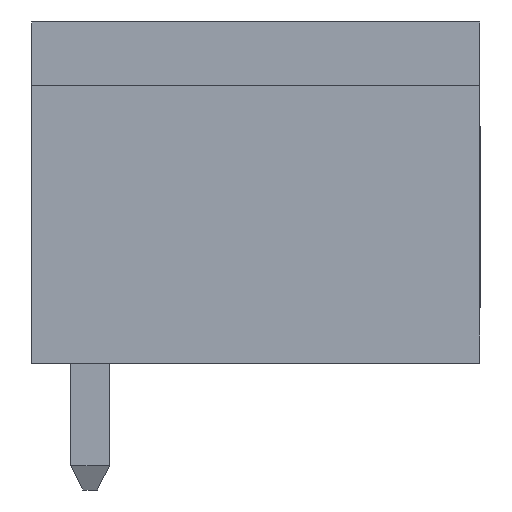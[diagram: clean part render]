
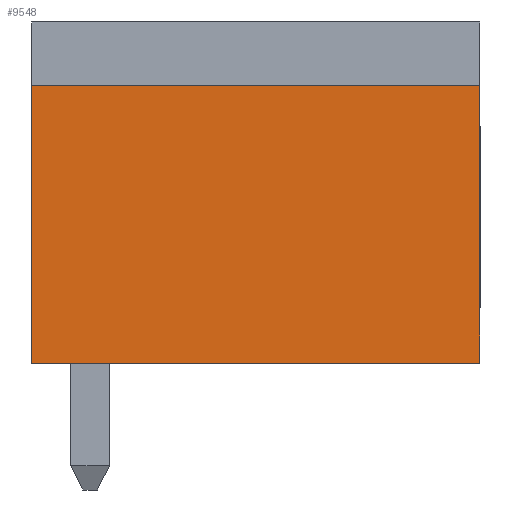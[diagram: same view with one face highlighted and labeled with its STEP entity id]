
A CAD part, left-side view. The second image highlights one B-rep face of the part: STEP entity #9548.
In plain terms, the highlighted planar face has unit normal (-1, 0, 0).
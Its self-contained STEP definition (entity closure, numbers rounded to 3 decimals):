
#2174=ORIENTED_EDGE('',*,*,#3925,.F.);
#2175=ORIENTED_EDGE('',*,*,#4024,.F.);
#2176=ORIENTED_EDGE('',*,*,#3898,.F.);
#2177=ORIENTED_EDGE('',*,*,#3845,.F.);
#3845=EDGE_CURVE('',#4975,#4976,#6071,.T.);
#3898=EDGE_CURVE('',#4976,#5023,#6112,.T.);
#3925=EDGE_CURVE('',#5043,#4975,#6135,.T.);
#4024=EDGE_CURVE('',#5023,#5043,#6231,.T.);
#4975=VERTEX_POINT('',#14478);
#4976=VERTEX_POINT('',#14480);
#5023=VERTEX_POINT('',#14583);
#5043=VERTEX_POINT('',#14634);
#6071=LINE('',#14479,#7273);
#6112=LINE('',#14582,#7314);
#6135=LINE('',#14635,#7337);
#6231=LINE('',#14834,#7433);
#7273=VECTOR('',#11770,1000.);
#7314=VECTOR('',#11841,1000.);
#7337=VECTOR('',#11882,1000.);
#7433=VECTOR('',#12078,1000.);
#8124=EDGE_LOOP('',(#2174,#2175,#2176,#2177));
#8655=FACE_BOUND('',#8124,.T.);
#9110=PLANE('',#10154);
#9548=ADVANCED_FACE('',(#8655),#9110,.F.);
#10154=AXIS2_PLACEMENT_3D('',#14835,#12079,#12080);
#11770=DIRECTION('',(0.,1.,0.));
#11841=DIRECTION('',(0.,0.,1.));
#11882=DIRECTION('',(0.,0.,-1.));
#12078=DIRECTION('',(0.,-1.,0.));
#12079=DIRECTION('',(1.,0.,0.));
#12080=DIRECTION('',(0.,0.,-1.));
#14478=CARTESIAN_POINT('',(-15.65,0.,-3.5));
#14479=CARTESIAN_POINT('',(-15.65,0.,-3.5));
#14480=CARTESIAN_POINT('',(-15.65,9.2,-3.5));
#14582=CARTESIAN_POINT('',(-15.65,9.2,-3.5));
#14583=CARTESIAN_POINT('',(-15.65,9.2,2.2));
#14634=CARTESIAN_POINT('',(-15.65,0.,2.2));
#14635=CARTESIAN_POINT('',(-15.65,0.,2.2));
#14834=CARTESIAN_POINT('',(-15.65,9.2,2.2));
#14835=CARTESIAN_POINT('',(-15.65,0.,0.));
